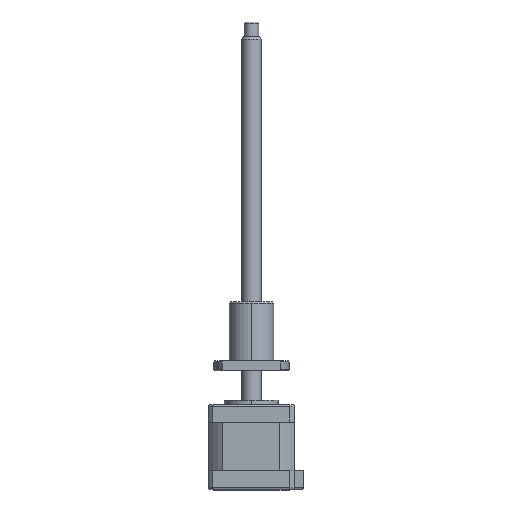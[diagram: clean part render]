
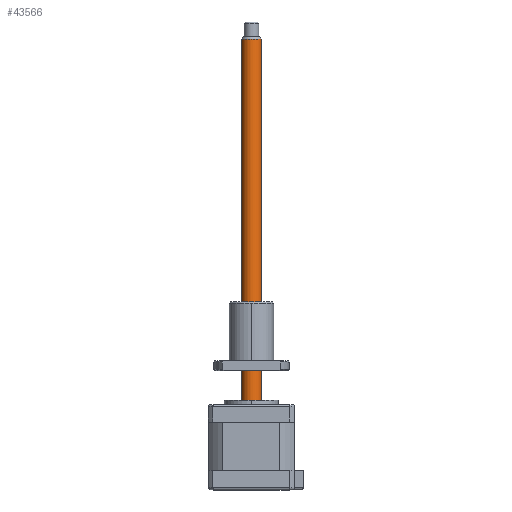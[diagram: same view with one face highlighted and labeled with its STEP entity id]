
A CAD part, top view. The second image highlights one B-rep face of the part: STEP entity #43566.
In plain terms, the highlighted cylindrical face has radius 4 mm (diameter 8 mm), a partial arc.
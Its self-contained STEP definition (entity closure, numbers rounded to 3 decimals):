
#620 = CARTESIAN_POINT ( 'NONE',  ( -0.709, 164.993, 16.638 ) ) ;
#2331 = EDGE_CURVE ( 'NONE', #41986, #32358, #25976, .T. ) ;
#4811 = CARTESIAN_POINT ( 'NONE',  ( -8.709, 15.993, 16.638 ) ) ;
#5033 = EDGE_LOOP ( 'NONE', ( #26536, #37411, #38407, #11483 ) ) ;
#5720 = EDGE_CURVE ( 'NONE', #41986, #42163, #10721, .T. ) ;
#8847 = CARTESIAN_POINT ( 'NONE',  ( -4.709, 164.993, 16.638 ) ) ;
#10400 = DIRECTION ( 'NONE',  ( 0., -1., 0. ) ) ;
#10721 = CIRCLE ( 'NONE', #23080, 4. ) ;
#11483 = ORIENTED_EDGE ( 'NONE', *, *, #40644, .F. ) ;
#14943 = FACE_OUTER_BOUND ( 'NONE', #5033, .T. ) ;
#17810 = CIRCLE ( 'NONE', #21381, 4. ) ;
#19482 = CARTESIAN_POINT ( 'NONE',  ( -0.709, 165.993, 16.638 ) ) ;
#19661 = VERTEX_POINT ( 'NONE', #4811 ) ;
#19823 = EDGE_CURVE ( 'NONE', #42163, #19661, #21991, .T. ) ;
#21381 = AXIS2_PLACEMENT_3D ( 'NONE', #35242, #34950, #38363 ) ;
#21991 = LINE ( 'NONE', #35725, #31542 ) ;
#23080 = AXIS2_PLACEMENT_3D ( 'NONE', #8847, #26717, #40235 ) ;
#23821 = CARTESIAN_POINT ( 'NONE',  ( -4.709, 165.993, 16.638 ) ) ;
#25862 = DIRECTION ( 'NONE',  ( 0., -1., 0. ) ) ;
#25976 = LINE ( 'NONE', #19482, #32394 ) ;
#26536 = ORIENTED_EDGE ( 'NONE', *, *, #2331, .F. ) ;
#26588 = AXIS2_PLACEMENT_3D ( 'NONE', #23821, #10400, #40885 ) ;
#26717 = DIRECTION ( 'NONE',  ( 0., -1., 0. ) ) ;
#31336 = CYLINDRICAL_SURFACE ( 'NONE', #26588, 4. ) ;
#31542 = VECTOR ( 'NONE', #42652, 1000. ) ;
#32358 = VERTEX_POINT ( 'NONE', #39320 ) ;
#32394 = VECTOR ( 'NONE', #25862, 1000. ) ;
#33053 = CARTESIAN_POINT ( 'NONE',  ( -8.709, 164.993, 16.638 ) ) ;
#34950 = DIRECTION ( 'NONE',  ( 0., -1., 0. ) ) ;
#35242 = CARTESIAN_POINT ( 'NONE',  ( -4.709, 15.993, 16.638 ) ) ;
#35725 = CARTESIAN_POINT ( 'NONE',  ( -8.709, 165.993, 16.638 ) ) ;
#37411 = ORIENTED_EDGE ( 'NONE', *, *, #5720, .T. ) ;
#38363 = DIRECTION ( 'NONE',  ( -1., 0., 0. ) ) ;
#38407 = ORIENTED_EDGE ( 'NONE', *, *, #19823, .T. ) ;
#39320 = CARTESIAN_POINT ( 'NONE',  ( -0.709, 15.993, 16.638 ) ) ;
#40235 = DIRECTION ( 'NONE',  ( 1., 0., 0. ) ) ;
#40644 = EDGE_CURVE ( 'NONE', #32358, #19661, #17810, .T. ) ;
#40885 = DIRECTION ( 'NONE',  ( -1., 0., 0. ) ) ;
#41986 = VERTEX_POINT ( 'NONE', #620 ) ;
#42163 = VERTEX_POINT ( 'NONE', #33053 ) ;
#42652 = DIRECTION ( 'NONE',  ( 0., -1., 0. ) ) ;
#43566 = ADVANCED_FACE ( 'NONE', ( #14943 ), #31336, .T. ) ;
